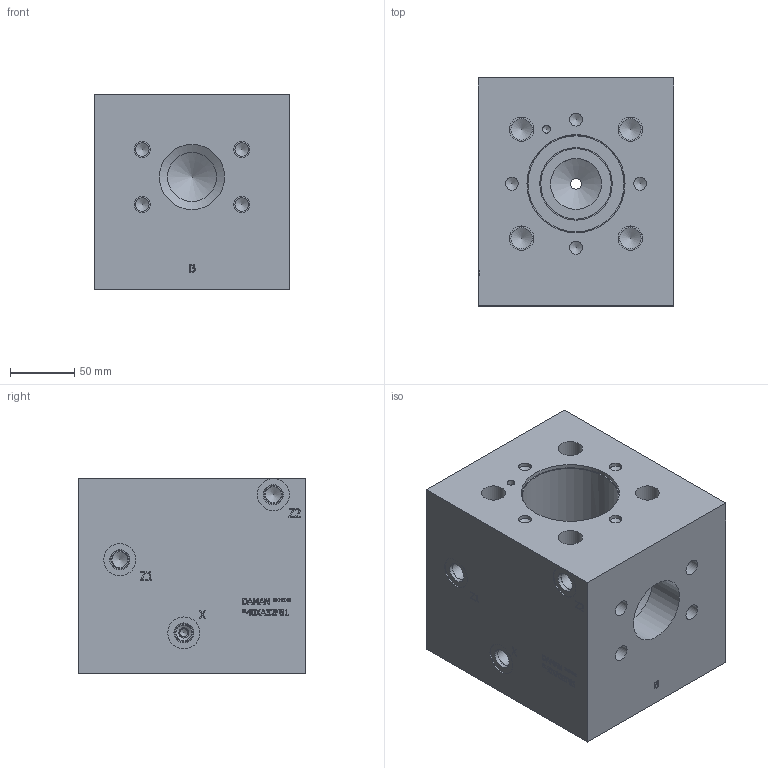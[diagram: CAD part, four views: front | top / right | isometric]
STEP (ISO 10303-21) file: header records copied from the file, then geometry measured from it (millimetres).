
FILE_DESCRIPTION(/* description */ (''),/* implementation_level */ '2;1');
FILE_NAME(/* name */ '_40XA32F61.stp',/* time_stamp */ '2021-10-08T12:22:04-04:00',/* author */ ('trevorh'),/* organization */ (''),/* preprocessor_version */ 'ST-DEVELOPER v18',/* originating_system */ 'Autodesk Inventor 2020',/* authorisation */ '');
FILE_SCHEMA (('CONFIG_CONTROL_DESIGN'));
Length unit declared in the file: millimetre
Products named in the file (1): Part_A40XA32F61_3D
Bounding box: 152.4 x 177.8 x 152.4 mm (x, y, z)
Volume: 3421121.6 mm3; surface area: 227030.1 mm2
Topology: 1 solids, 1 shells, 584 faces, 1604 edges, 1091 vertices
Faces by surface type: plane 366, bspline 96, cylinder 76, cone 46
Full cylindrical faces by diameter (mm): 5.994 x1, 6.248 x1, 8.001 x2, 10.008 x4, 10.719 x16, 12.294 x4, 12.7 x16, 12.9 x4, 14.275 x4, 14.529 x4, 16.662 x4, 19.05 x4, 25.019 x4, 38.1 x1, 39.675 x1, 50.8 x2, 54.991 x1, 56.617 x1, 75.006 x1, 76.632 x1
Entity records: 19434 total; most frequent: CARTESIAN_POINT 4532, ORIENTED_EDGE 3150, DIRECTION 2639, EDGE_CURVE 1575, LINE 1103, VECTOR 1103, VERTEX_POINT 1091, AXIS2_PLACEMENT_3D 768
